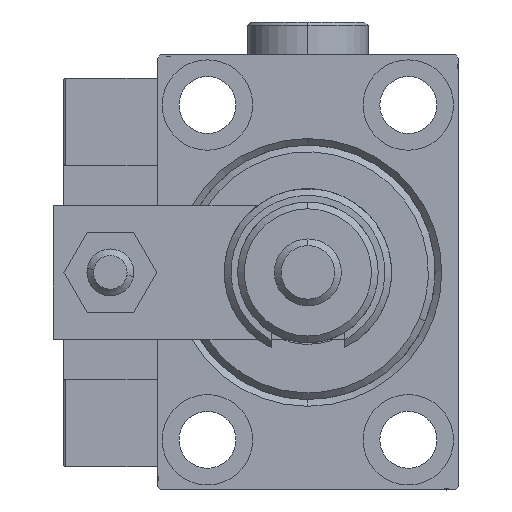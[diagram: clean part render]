
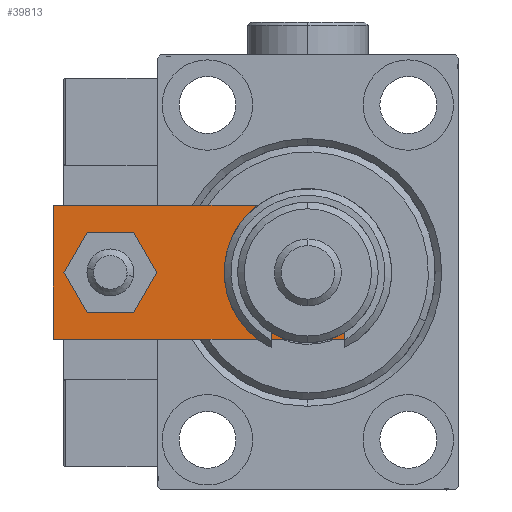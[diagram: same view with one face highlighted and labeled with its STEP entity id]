
A CAD part, left-side view. The second image highlights one B-rep face of the part: STEP entity #39813.
In plain terms, the highlighted face is planar.
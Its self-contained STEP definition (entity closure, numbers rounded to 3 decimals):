
#1435 = CIRCLE ( 'NONE', #39200, 4. ) ;
#1857 = ORIENTED_EDGE ( 'NONE', *, *, #8405, .T. ) ;
#2279 = VERTEX_POINT ( 'NONE', #54152 ) ;
#4442 = ORIENTED_EDGE ( 'NONE', *, *, #50409, .T. ) ;
#4697 = CARTESIAN_POINT ( 'NONE',  ( 0., 39.5, 6. ) ) ;
#5084 = AXIS2_PLACEMENT_3D ( 'NONE', #20269, #7642, #37330 ) ;
#5270 = DIRECTION ( 'NONE',  ( 1., 0., 0. ) ) ;
#5863 = ORIENTED_EDGE ( 'NONE', *, *, #41503, .T. ) ;
#5908 = CIRCLE ( 'NONE', #48009, 4. ) ;
#6634 = VERTEX_POINT ( 'NONE', #27090 ) ;
#7490 = EDGE_LOOP ( 'NONE', ( #16273, #17905 ) ) ;
#7495 = ORIENTED_EDGE ( 'NONE', *, *, #29351, .T. ) ;
#7634 = DIRECTION ( 'NONE',  ( 1., 0., 0. ) ) ;
#7642 = DIRECTION ( 'NONE',  ( 0., 0., 1. ) ) ;
#8352 = CARTESIAN_POINT ( 'NONE',  ( -10., 48., 6. ) ) ;
#8405 = EDGE_CURVE ( 'NONE', #33253, #51181, #24676, .T. ) ;
#9968 = VERTEX_POINT ( 'NONE', #39848 ) ;
#10100 = LINE ( 'NONE', #26878, #38201 ) ;
#11726 = DIRECTION ( 'NONE',  ( 0.707, 0.707, 0. ) ) ;
#13572 = CARTESIAN_POINT ( 'NONE',  ( 7.25, 10., 6. ) ) ;
#15315 = EDGE_CURVE ( 'NONE', #9968, #2279, #22320, .T. ) ;
#15390 = VECTOR ( 'NONE', #37647, 1000. ) ;
#16273 = ORIENTED_EDGE ( 'NONE', *, *, #37337, .F. ) ;
#16522 = VECTOR ( 'NONE', #32668, 1000. ) ;
#16682 = FACE_BOUND ( 'NONE', #7490, .T. ) ;
#16732 = LINE ( 'NONE', #50550, #15390 ) ;
#17139 = AXIS2_PLACEMENT_3D ( 'NONE', #19175, #18635, #43396 ) ;
#17254 = EDGE_LOOP ( 'NONE', ( #30353, #42390 ) ) ;
#17524 = VECTOR ( 'NONE', #5270, 1000. ) ;
#17680 = VERTEX_POINT ( 'NONE', #8352 ) ;
#17905 = ORIENTED_EDGE ( 'NONE', *, *, #32631, .F. ) ;
#18076 = CARTESIAN_POINT ( 'NONE',  ( 10., 48., 6. ) ) ;
#18270 = CARTESIAN_POINT ( 'NONE',  ( 10., 4.24, 6. ) ) ;
#18479 = EDGE_LOOP ( 'NONE', ( #5863, #37636, #28654, #4442, #1857, #7495 ) ) ;
#18635 = DIRECTION ( 'NONE',  ( 0., 0., 1. ) ) ;
#19175 = CARTESIAN_POINT ( 'NONE',  ( 0., 10., 6. ) ) ;
#20269 = CARTESIAN_POINT ( 'NONE',  ( 0., 0., 6. ) ) ;
#20826 = CARTESIAN_POINT ( 'NONE',  ( -10., 48., 6. ) ) ;
#22320 = LINE ( 'NONE', #26166, #17524 ) ;
#23720 = CARTESIAN_POINT ( 'NONE',  ( 4., 39.5, 6. ) ) ;
#23770 = EDGE_CURVE ( 'NONE', #43520, #31396, #24030, .T. ) ;
#24030 = CIRCLE ( 'NONE', #27559, 7.25 ) ;
#24165 = LINE ( 'NONE', #20826, #44688 ) ;
#24676 = LINE ( 'NONE', #28550, #16522 ) ;
#25899 = CIRCLE ( 'NONE', #17139, 7.25 ) ;
#26122 = DIRECTION ( 'NONE',  ( 0., 0., 1. ) ) ;
#26166 = CARTESIAN_POINT ( 'NONE',  ( -10., 0., 6. ) ) ;
#26700 = EDGE_CURVE ( 'NONE', #31396, #43520, #25899, .T. ) ;
#26878 = CARTESIAN_POINT ( 'NONE',  ( -2.88, -2.88, 6. ) ) ;
#27090 = CARTESIAN_POINT ( 'NONE',  ( -4., 39.5, 6. ) ) ;
#27559 = AXIS2_PLACEMENT_3D ( 'NONE', #36776, #45297, #7634 ) ;
#28550 = CARTESIAN_POINT ( 'NONE',  ( 10., 0., 6. ) ) ;
#28654 = ORIENTED_EDGE ( 'NONE', *, *, #15315, .T. ) ;
#29351 = EDGE_CURVE ( 'NONE', #51181, #17680, #16732, .T. ) ;
#29813 = EDGE_CURVE ( 'NONE', #49136, #9968, #10100, .T. ) ;
#30353 = ORIENTED_EDGE ( 'NONE', *, *, #23770, .F. ) ;
#31396 = VERTEX_POINT ( 'NONE', #13572 ) ;
#32631 = EDGE_CURVE ( 'NONE', #46980, #6634, #1435, .T. ) ;
#32668 = DIRECTION ( 'NONE',  ( 0., 1., 0. ) ) ;
#33253 = VERTEX_POINT ( 'NONE', #18270 ) ;
#33469 = PLANE ( 'NONE',  #5084 ) ;
#33762 = CARTESIAN_POINT ( 'NONE',  ( -10., 4.24, 6. ) ) ;
#34057 = DIRECTION ( 'NONE',  ( 0.707, -0.707, 0. ) ) ;
#36776 = CARTESIAN_POINT ( 'NONE',  ( 0., 10., 6. ) ) ;
#37061 = DIRECTION ( 'NONE',  ( 0., 0., 1. ) ) ;
#37330 = DIRECTION ( 'NONE',  ( 1., 0., 0. ) ) ;
#37337 = EDGE_CURVE ( 'NONE', #6634, #46980, #5908, .T. ) ;
#37636 = ORIENTED_EDGE ( 'NONE', *, *, #29813, .T. ) ;
#37647 = DIRECTION ( 'NONE',  ( -1., 0., 0. ) ) ;
#38201 = VECTOR ( 'NONE', #34057, 1000. ) ;
#39043 = DIRECTION ( 'NONE',  ( 1., 0., 0. ) ) ;
#39200 = AXIS2_PLACEMENT_3D ( 'NONE', #4697, #26122, #39043 ) ;
#39813 = ADVANCED_FACE ( 'NONE', ( #16682, #50760, #53813 ), #33469, .T. ) ;
#39848 = CARTESIAN_POINT ( 'NONE',  ( -5.76, 0., 6. ) ) ;
#41146 = LINE ( 'NONE', #41431, #45784 ) ;
#41431 = CARTESIAN_POINT ( 'NONE',  ( 2.88, -2.88, 6. ) ) ;
#41503 = EDGE_CURVE ( 'NONE', #17680, #49136, #24165, .T. ) ;
#42390 = ORIENTED_EDGE ( 'NONE', *, *, #26700, .F. ) ;
#43396 = DIRECTION ( 'NONE',  ( 1., 0., 0. ) ) ;
#43520 = VERTEX_POINT ( 'NONE', #52300 ) ;
#44688 = VECTOR ( 'NONE', #53828, 1000. ) ;
#45297 = DIRECTION ( 'NONE',  ( 0., 0., 1. ) ) ;
#45314 = CARTESIAN_POINT ( 'NONE',  ( 0., 39.5, 6. ) ) ;
#45784 = VECTOR ( 'NONE', #11726, 1000. ) ;
#46980 = VERTEX_POINT ( 'NONE', #23720 ) ;
#48009 = AXIS2_PLACEMENT_3D ( 'NONE', #45314, #37061, #53824 ) ;
#49136 = VERTEX_POINT ( 'NONE', #33762 ) ;
#50409 = EDGE_CURVE ( 'NONE', #2279, #33253, #41146, .T. ) ;
#50550 = CARTESIAN_POINT ( 'NONE',  ( 10., 48., 6. ) ) ;
#50760 = FACE_OUTER_BOUND ( 'NONE', #18479, .T. ) ;
#51181 = VERTEX_POINT ( 'NONE', #18076 ) ;
#52300 = CARTESIAN_POINT ( 'NONE',  ( -7.25, 10., 6. ) ) ;
#53813 = FACE_BOUND ( 'NONE', #17254, .T. ) ;
#53824 = DIRECTION ( 'NONE',  ( 1., 0., 0. ) ) ;
#53828 = DIRECTION ( 'NONE',  ( 0., -1., 0. ) ) ;
#54152 = CARTESIAN_POINT ( 'NONE',  ( 5.76, 0., 6. ) ) ;
